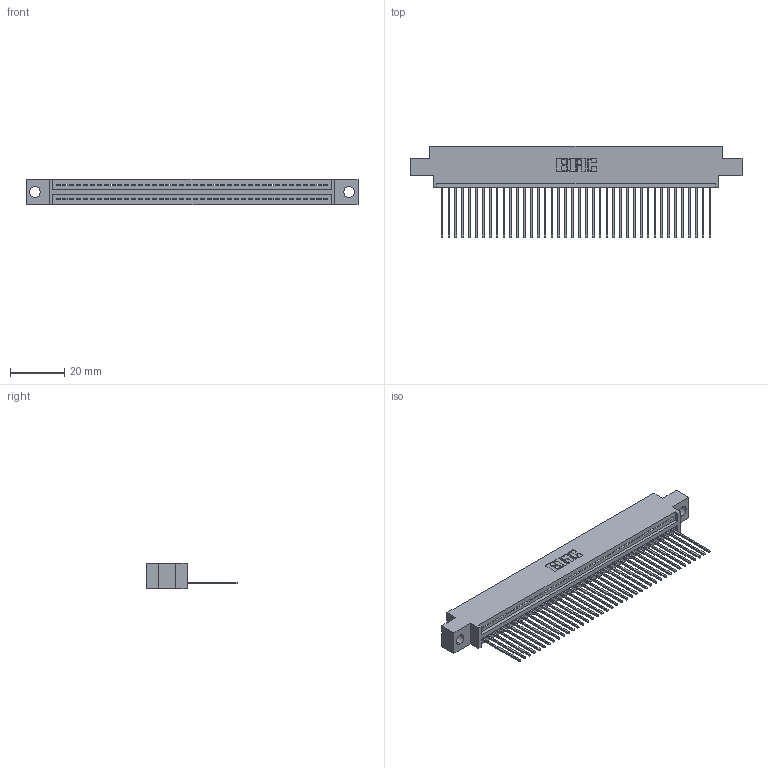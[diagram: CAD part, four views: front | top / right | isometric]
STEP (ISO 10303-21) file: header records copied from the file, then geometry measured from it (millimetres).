
FILE_DESCRIPTION (( 'STEP AP203' ), '1' );
FILE_NAME ('345-040-541-604.STEP', '2019-10-08T09:50:36', ( '' ), ( '' ), 'SwSTEP 2.0', 'SolidWorks 2016', '' );
FILE_SCHEMA (( 'CONFIG_CONTROL_DESIGN' ));
Length unit declared in the file: inch
Products named in the file (3): 345-292-001_345-293-141; 345 Part_0.170 Offset - 0.156 Dia-TH; 345-040-541-604
Assembly tree (41 placements, depth 2):
  345-040-541-604
    345 Part_0.170 Offset - 0.156 Dia-TH
    345-292-001_345-293-141  x40
Bounding box: 122.81 x 33.96 x 9.4 mm (x, y, z)
Volume: 11578.9 mm3; surface area: 16072.1 mm2
Topology: 41 solids, 41 shells, 2450 faces, 7393 edges, 4874 vertices
Faces by surface type: plane 1684, cylinder 766
Entity records: 30527 total; most frequent: CARTESIAN_POINT 5296, ORIENTED_EDGE 5270, DIRECTION 4627, EDGE_CURVE 2635, LINE 2343, VECTOR 2343, VERTEX_POINT 1754, AXIS2_PLACEMENT_3D 1142
